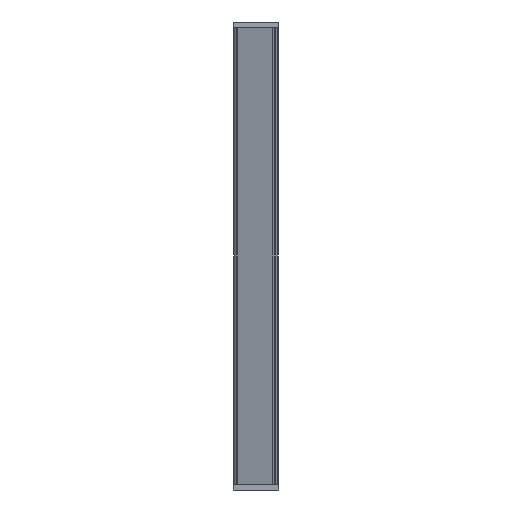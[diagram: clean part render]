
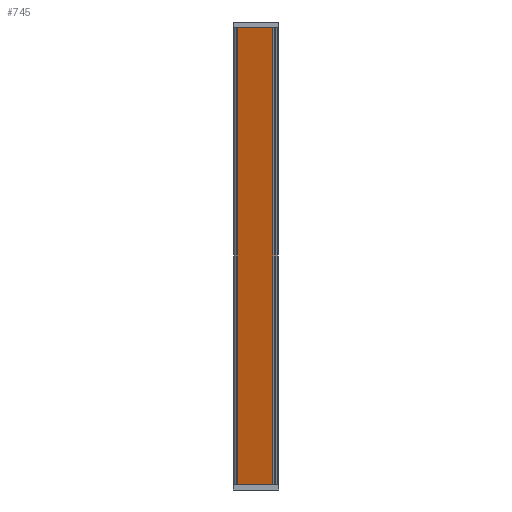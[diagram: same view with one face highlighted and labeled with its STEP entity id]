
A CAD part, left-side view. The second image highlights one B-rep face of the part: STEP entity #745.
In plain terms, the highlighted planar face has unit normal (-0.94, 0.342, 0).
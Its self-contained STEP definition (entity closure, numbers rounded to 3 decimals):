
#28 = EDGE_LOOP ( 'NONE', ( #993, #257, #517, #788 ) ) ;
#95 = VECTOR ( 'NONE', #1134, 1000. ) ;
#100 = VERTEX_POINT ( 'NONE', #797 ) ;
#111 = EDGE_CURVE ( 'NONE', #625, #100, #319, .T. ) ;
#126 = DIRECTION ( 'NONE',  ( 0.342, 0.94, 0. ) ) ;
#173 = CARTESIAN_POINT ( 'NONE',  ( -6.955, -35.684, -400. ) ) ;
#179 = EDGE_CURVE ( 'NONE', #100, #706, #1299, .T. ) ;
#215 = DIRECTION ( 'NONE',  ( 0., 0., 1. ) ) ;
#257 = ORIENTED_EDGE ( 'NONE', *, *, #179, .F. ) ;
#289 = VECTOR ( 'NONE', #897, 1000. ) ;
#296 = CARTESIAN_POINT ( 'NONE',  ( -6.955, -35.684, -400. ) ) ;
#319 = LINE ( 'NONE', #496, #289 ) ;
#392 = FACE_OUTER_BOUND ( 'NONE', #28, .T. ) ;
#485 = VECTOR ( 'NONE', #215, 1000. ) ;
#495 = VECTOR ( 'NONE', #889, 1000. ) ;
#496 = CARTESIAN_POINT ( 'NONE',  ( 6.033, 0., -400. ) ) ;
#517 = ORIENTED_EDGE ( 'NONE', *, *, #111, .F. ) ;
#613 = CARTESIAN_POINT ( 'NONE',  ( 6.033, 0., -400. ) ) ;
#625 = VERTEX_POINT ( 'NONE', #173 ) ;
#706 = VERTEX_POINT ( 'NONE', #1122 ) ;
#715 = DIRECTION ( 'NONE',  ( 0.94, -0.342, 0. ) ) ;
#745 = ADVANCED_FACE ( 'NONE', ( #392 ), #1225, .F. ) ;
#764 = LINE ( 'NONE', #296, #495 ) ;
#774 = VERTEX_POINT ( 'NONE', #822 ) ;
#788 = ORIENTED_EDGE ( 'NONE', *, *, #1243, .T. ) ;
#790 = EDGE_CURVE ( 'NONE', #774, #706, #1170, .T. ) ;
#797 = CARTESIAN_POINT ( 'NONE',  ( 5.075, -2.632, -400. ) ) ;
#813 = CARTESIAN_POINT ( 'NONE',  ( 5.075, -2.632, -400. ) ) ;
#822 = CARTESIAN_POINT ( 'NONE',  ( -6.955, -35.684, 0. ) ) ;
#889 = DIRECTION ( 'NONE',  ( 0., 0., 1. ) ) ;
#897 = DIRECTION ( 'NONE',  ( 0.342, 0.94, 0. ) ) ;
#922 = CARTESIAN_POINT ( 'NONE',  ( 6.033, 0., 0. ) ) ;
#993 = ORIENTED_EDGE ( 'NONE', *, *, #790, .T. ) ;
#1052 = AXIS2_PLACEMENT_3D ( 'NONE', #613, #715, #126 ) ;
#1122 = CARTESIAN_POINT ( 'NONE',  ( 5.075, -2.632, 0. ) ) ;
#1134 = DIRECTION ( 'NONE',  ( 0.342, 0.94, 0. ) ) ;
#1170 = LINE ( 'NONE', #922, #95 ) ;
#1225 = PLANE ( 'NONE',  #1052 ) ;
#1243 = EDGE_CURVE ( 'NONE', #625, #774, #764, .T. ) ;
#1299 = LINE ( 'NONE', #813, #485 ) ;
